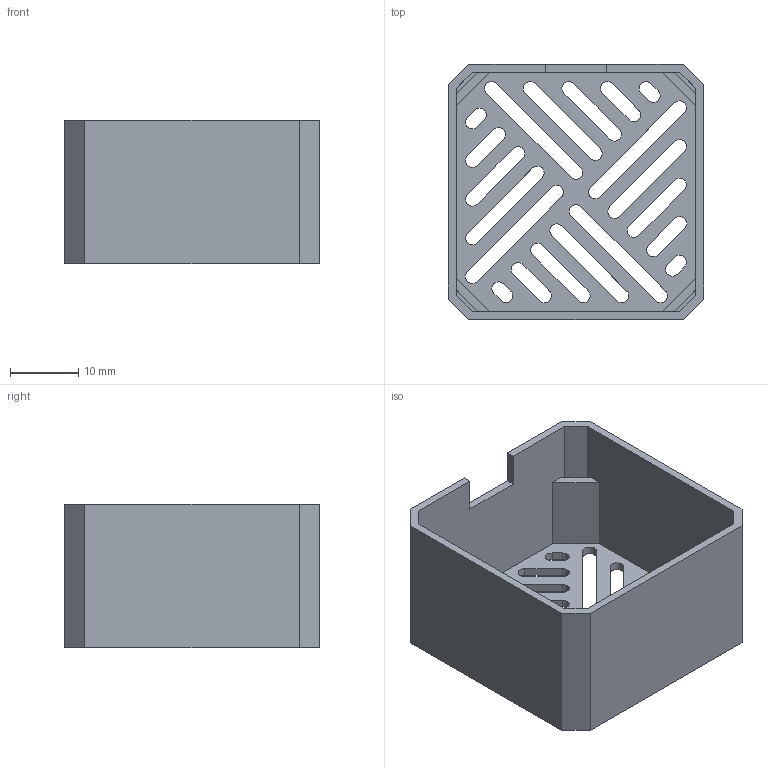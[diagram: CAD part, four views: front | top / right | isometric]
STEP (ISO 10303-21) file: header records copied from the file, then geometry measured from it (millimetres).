
FILE_DESCRIPTION((''),'2;1');
FILE_NAME('','2012-05-08T',(''),(''),'PRO/ENGINEER BY PARAMETRIC TECHNOLOGY CORPORATION, 2003130','PRO/ENGINEER BY PARAMETRIC TECHNOLOGY CORPORATION, 2003130','');
FILE_SCHEMA(('CONFIG_CONTROL_DESIGN'));
Length unit declared in the file: millimetre
Bounding box: 37.4 x 37.4 x 21 mm (x, y, z)
Volume: 4662.9 mm3; surface area: 8411.9 mm2
Topology: 1 solids, 1 shells, 118 faces, 348 edges, 232 vertices
Faces by surface type: plane 78, cylinder 40
Entity records: 4050 total; most frequent: CARTESIAN_POINT 698, ORIENTED_EDGE 696, DIRECTION 664, EDGE_CURVE 348, VECTOR 268, LINE 268, VERTEX_POINT 232, AXIS2_PLACEMENT_3D 198
